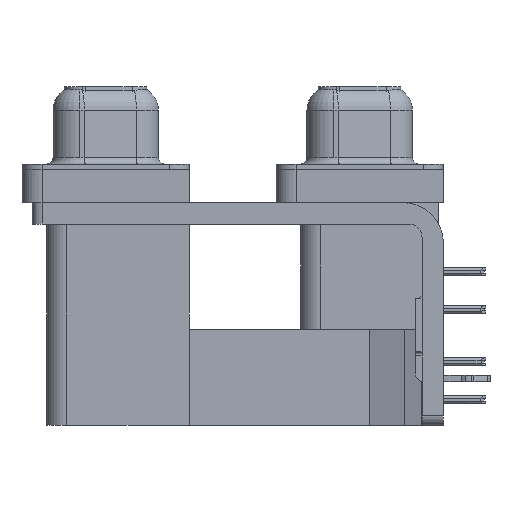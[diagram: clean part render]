
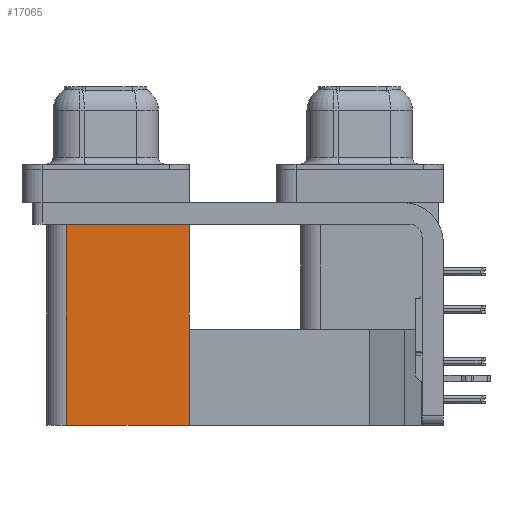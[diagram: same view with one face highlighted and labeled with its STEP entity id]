
A CAD part, left-side view. The second image highlights one B-rep face of the part: STEP entity #17065.
In plain terms, the highlighted planar face has unit normal (-1, 0, 0).
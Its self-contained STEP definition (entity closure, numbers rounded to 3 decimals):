
#2127 = DIRECTION ( 'NONE',  ( 0., 1., 0. ) ) ;
#2471 = VERTEX_POINT ( 'NONE', #19053 ) ;
#3778 = DIRECTION ( 'NONE',  ( 0., 1., 0. ) ) ;
#3980 = LINE ( 'NONE', #17177, #28711 ) ;
#5497 = LINE ( 'NONE', #33243, #14805 ) ;
#5864 = VECTOR ( 'NONE', #37412, 1000. ) ;
#7133 = CARTESIAN_POINT ( 'NONE',  ( 3.79, 21.975, -19.2 ) ) ;
#7819 = CARTESIAN_POINT ( 'NONE',  ( 3.79, 12.775, -2.5 ) ) ;
#8263 = LINE ( 'NONE', #17689, #5864 ) ;
#9761 = CARTESIAN_POINT ( 'NONE',  ( 3.79, 21.975, -2.5 ) ) ;
#10099 = ORIENTED_EDGE ( 'NONE', *, *, #15830, .T. ) ;
#12428 = PLANE ( 'NONE',  #13932 ) ;
#12768 = VECTOR ( 'NONE', #28506, 1000. ) ;
#13932 = AXIS2_PLACEMENT_3D ( 'NONE', #28783, #22713, #29198 ) ;
#14805 = VECTOR ( 'NONE', #2127, 1000. ) ;
#15830 = EDGE_CURVE ( 'NONE', #21628, #17206, #8263, .T. ) ;
#17065 = ADVANCED_FACE ( 'NONE', ( #18935 ), #12428, .F. ) ;
#17094 = EDGE_LOOP ( 'NONE', ( #31284, #17609, #32061, #10099 ) ) ;
#17177 = CARTESIAN_POINT ( 'NONE',  ( 3.79, 12.775, -2.5 ) ) ;
#17206 = VERTEX_POINT ( 'NONE', #7819 ) ;
#17609 = ORIENTED_EDGE ( 'NONE', *, *, #20270, .F. ) ;
#17689 = CARTESIAN_POINT ( 'NONE',  ( 3.79, 12.775, -19.2 ) ) ;
#18935 = FACE_OUTER_BOUND ( 'NONE', #17094, .T. ) ;
#19053 = CARTESIAN_POINT ( 'NONE',  ( 3.79, 21.975, -19.2 ) ) ;
#20270 = EDGE_CURVE ( 'NONE', #2471, #22287, #28714, .T. ) ;
#21628 = VERTEX_POINT ( 'NONE', #23959 ) ;
#22287 = VERTEX_POINT ( 'NONE', #9761 ) ;
#22713 = DIRECTION ( 'NONE',  ( 1., 0., 0. ) ) ;
#23850 = EDGE_CURVE ( 'NONE', #21628, #2471, #5497, .T. ) ;
#23959 = CARTESIAN_POINT ( 'NONE',  ( 3.79, 12.775, -19.2 ) ) ;
#28506 = DIRECTION ( 'NONE',  ( 0., 0., 1. ) ) ;
#28711 = VECTOR ( 'NONE', #3778, 1000. ) ;
#28714 = LINE ( 'NONE', #7133, #12768 ) ;
#28783 = CARTESIAN_POINT ( 'NONE',  ( 3.79, 12.775, -19.2 ) ) ;
#29198 = DIRECTION ( 'NONE',  ( 0., 1., 0. ) ) ;
#31284 = ORIENTED_EDGE ( 'NONE', *, *, #35221, .T. ) ;
#32061 = ORIENTED_EDGE ( 'NONE', *, *, #23850, .F. ) ;
#33243 = CARTESIAN_POINT ( 'NONE',  ( 3.79, 12.775, -19.2 ) ) ;
#35221 = EDGE_CURVE ( 'NONE', #17206, #22287, #3980, .T. ) ;
#37412 = DIRECTION ( 'NONE',  ( 0., 0., 1. ) ) ;
